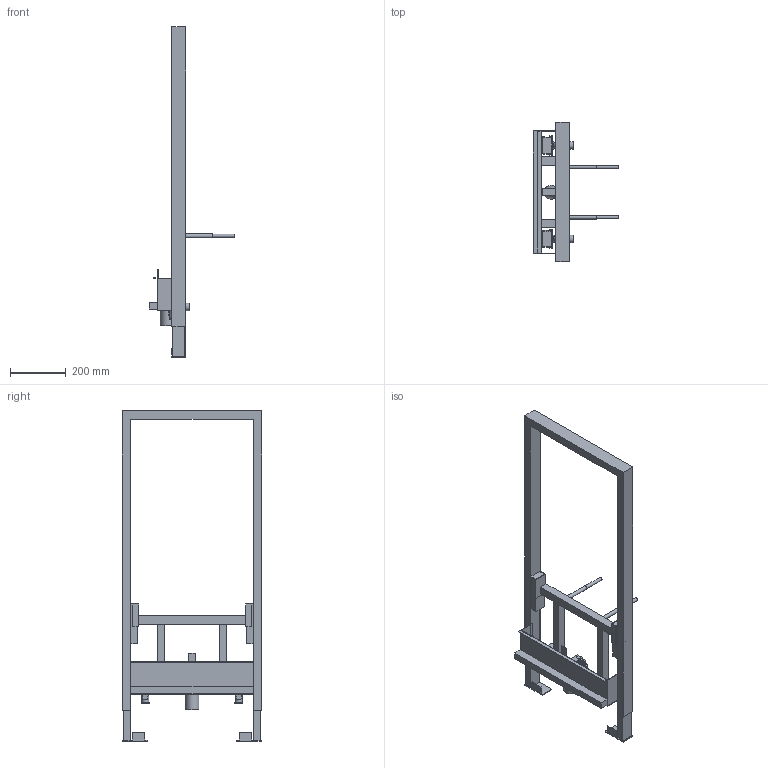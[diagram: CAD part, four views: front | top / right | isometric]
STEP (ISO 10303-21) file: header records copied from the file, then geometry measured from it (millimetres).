
FILE_DESCRIPTION(/* description */ ('Unknown'),/* implementation_level */ '2;1');
FILE_NAME(/* name */ '38553001',/* time_stamp */ '2022-09-07T14:03:57+02:00',/* author */ ('Unknown'),/* organization */ ('GROHE AG'),/* preprocessor_version */ 'ST-DEVELOPER v16.7',/* originating_system */ 'DEX',/* authorisation */ $);
FILE_SCHEMA (('AUTOMOTIVE_DESIGN {1 0 10303 214 3 1 1}'));
Length unit declared in the file: millimetre
Products named in the file (8): 38553001; 38553001_0; 38553001_1; 38553001_2; 38553001_3; 38553001_4; id247
Assembly tree (7 placements, depth 2):
  38553001
    38553001
    38553001_0
    38553001_1
    38553001_2
    38553001_3
    38553001_4
    id247
Bounding box: 308.1 x 500 x 1185 mm (x, y, z)
Volume: 4370324.6 mm3; surface area: 1047079.6 mm2
Topology: 6 solids, 28 shells, 292 faces, 926 edges, 628 vertices
Faces by surface type: plane 247, cylinder 36, cone 5, sphere 3, bspline 1
Full cylindrical faces by diameter (mm): 4.46 x1, 9.3 x1, 12 x2, 13.5 x2, 16 x1, 25 x4, 27 x4, 50 x1, 54 x1, 56 x1
Entity records: 10633 total; most frequent: CARTESIAN_POINT 2042, DIRECTION 1604, ORIENTED_EDGE 1508, EDGE_CURVE 896, LINE 746, VECTOR 746, VERTEX_POINT 623, AXIS2_PLACEMENT_3D 429
